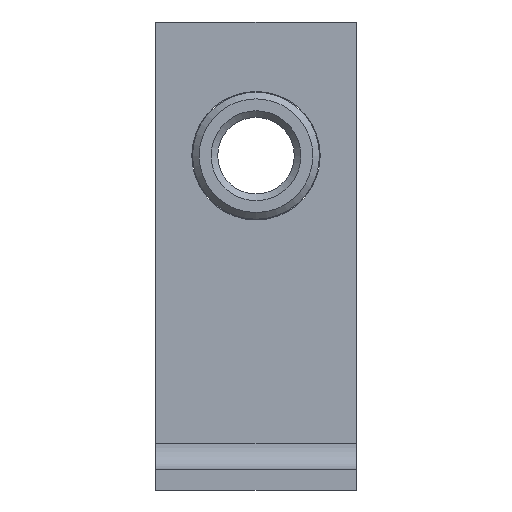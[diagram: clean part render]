
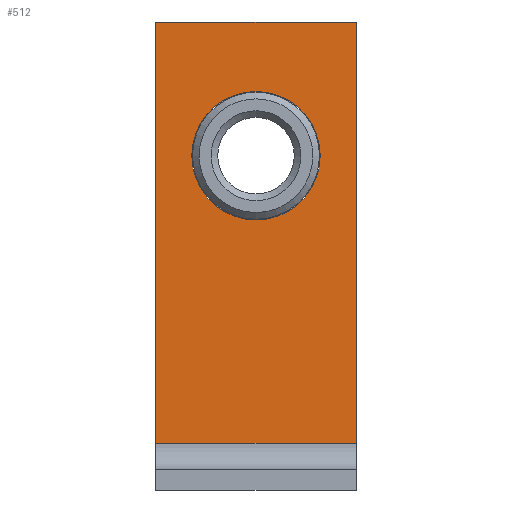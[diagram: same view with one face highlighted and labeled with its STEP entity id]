
A CAD part, left-side view. The second image highlights one B-rep face of the part: STEP entity #512.
In plain terms, the highlighted planar face has unit normal (-1, 0, 0).
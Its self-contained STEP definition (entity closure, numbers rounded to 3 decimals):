
#65=PLANE('',#557);
#86=LINE('',#777,#114);
#89=LINE('',#785,#117);
#91=LINE('',#791,#119);
#92=LINE('',#792,#120);
#114=VECTOR('',#629,63.);
#117=VECTOR('',#636,30.);
#119=VECTOR('',#642,30.);
#120=VECTOR('',#643,63.);
#137=FACE_BOUND('',#191,.T.);
#154=FACE_OUTER_BOUND('',#190,.T.);
#190=EDGE_LOOP('',(#390,#391,#392,#393));
#191=EDGE_LOOP('',(#394));
#237=CIRCLE('',#558,9.6);
#262=VERTEX_POINT('',#774);
#263=VERTEX_POINT('',#776);
#266=VERTEX_POINT('',#784);
#268=VERTEX_POINT('',#790);
#269=VERTEX_POINT('',#793);
#312=EDGE_CURVE('',#262,#263,#86,.T.);
#316=EDGE_CURVE('',#263,#266,#89,.T.);
#319=EDGE_CURVE('',#262,#268,#91,.T.);
#320=EDGE_CURVE('',#266,#268,#92,.T.);
#321=EDGE_CURVE('',#269,#269,#237,.T.);
#390=ORIENTED_EDGE('',*,*,#316,.F.);
#391=ORIENTED_EDGE('',*,*,#312,.F.);
#392=ORIENTED_EDGE('',*,*,#319,.T.);
#393=ORIENTED_EDGE('',*,*,#320,.F.);
#394=ORIENTED_EDGE('',*,*,#321,.T.);
#512=ADVANCED_FACE('',(#154,#137),#65,.T.);
#557=AXIS2_PLACEMENT_3D('',#789,#640,#641);
#558=AXIS2_PLACEMENT_3D('',#794,#644,#645);
#629=DIRECTION('',(0.,0.,-1.));
#636=DIRECTION('',(0.,1.,0.));
#640=DIRECTION('center_axis',(-1.,0.,0.));
#641=DIRECTION('ref_axis',(0.,0.,1.));
#642=DIRECTION('',(0.,1.,0.));
#643=DIRECTION('',(0.,0.,1.));
#644=DIRECTION('center_axis',(1.,0.,0.));
#645=DIRECTION('ref_axis',(0.,0.,-1.));
#774=CARTESIAN_POINT('',(-3.,-15.,70.));
#776=CARTESIAN_POINT('',(-3.,-15.,7.));
#777=CARTESIAN_POINT('',(-3.,-15.,3.));
#784=CARTESIAN_POINT('',(-3.,15.,7.));
#785=CARTESIAN_POINT('',(-3.,0.,7.));
#789=CARTESIAN_POINT('Origin',(-3.,0.,3.));
#790=CARTESIAN_POINT('',(-3.,15.,70.));
#791=CARTESIAN_POINT('',(-3.,0.,70.));
#792=CARTESIAN_POINT('',(-3.,15.,3.));
#793=CARTESIAN_POINT('',(-3.,0.,59.6));
#794=CARTESIAN_POINT('Origin',(-3.,0.,50.));
